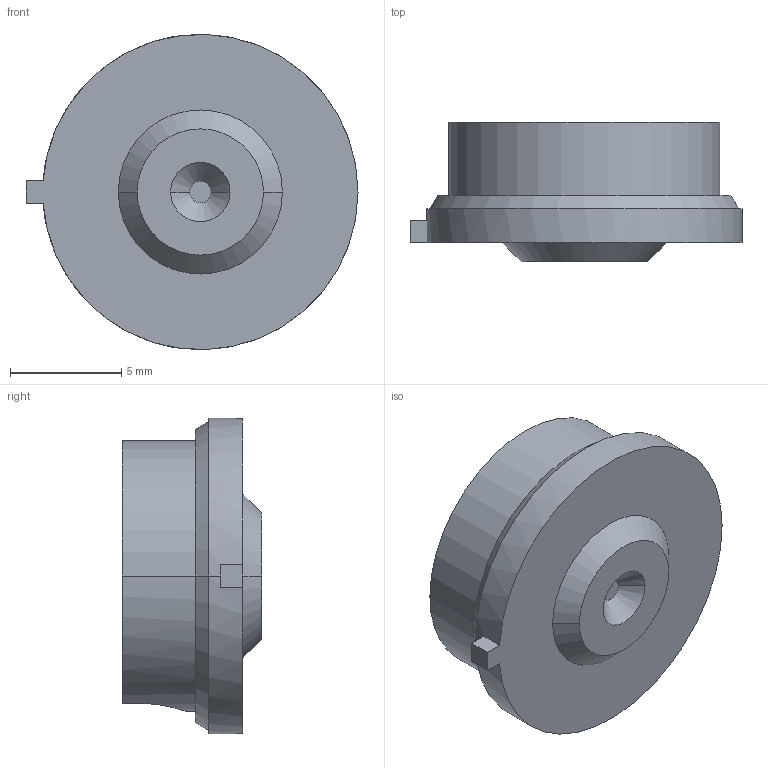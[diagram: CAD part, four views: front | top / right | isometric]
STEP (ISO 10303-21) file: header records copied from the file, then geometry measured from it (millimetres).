
FILE_DESCRIPTION((''),'2;1');
FILE_NAME('11-0016-172-2','2019-10-09T11:38:45',('mparker'),(''),'CREO PARAMETRIC BY PTC INC, 2019080','CREO PARAMETRIC BY PTC INC, 2019080','');
FILE_SCHEMA(('CONFIG_CONTROL_DESIGN'));
Length unit declared in the file: millimetre
Products named in the file (1): 11-0016-172-2
Bounding box: 14.9 x 6.25 x 14.15 mm (x, y, z)
Volume: 423.8 mm3; surface area: 674.6 mm2
Topology: 1 solids, 1 shells, 28 faces, 64 edges, 42 vertices
Faces by surface type: plane 13, cone 8, cylinder 7
Entity records: 872 total; most frequent: CARTESIAN_POINT 170, DIRECTION 148, ORIENTED_EDGE 128, EDGE_CURVE 64, AXIS2_PLACEMENT_3D 58, VERTEX_POINT 42, VECTOR 32, LINE 32
